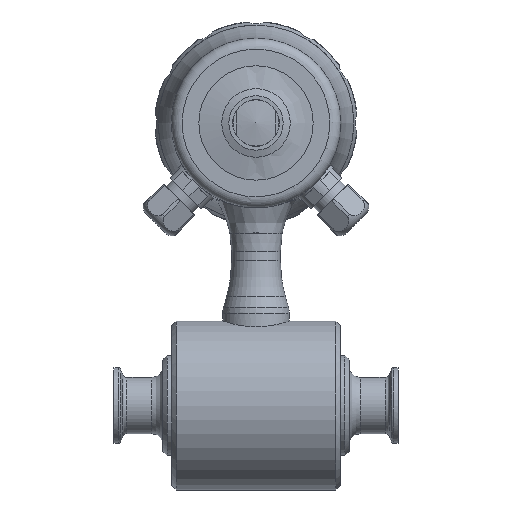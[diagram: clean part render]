
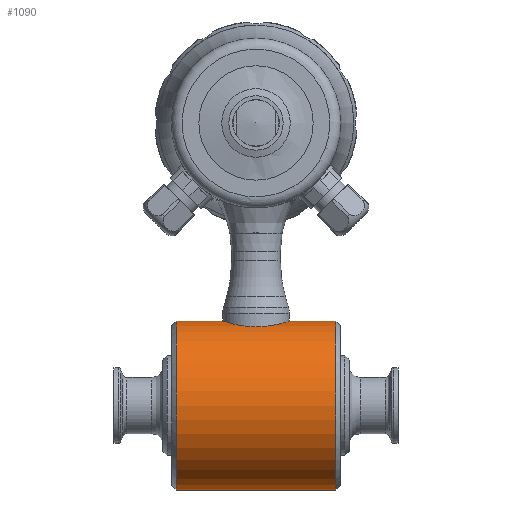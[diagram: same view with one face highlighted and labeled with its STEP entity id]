
A CAD part, left-side view. The second image highlights one B-rep face of the part: STEP entity #1090.
In plain terms, the highlighted cylindrical face has radius 38.045 mm (diameter 76.09 mm), a full revolution.
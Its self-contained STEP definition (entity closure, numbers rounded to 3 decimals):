
#1090 = ADVANCED_FACE( '', ( #2515, #2516, #2517 ), #2518, .T. );
#2515 = FACE_BOUND( '', #5258, .T. );
#2516 = FACE_OUTER_BOUND( '', #5259, .T. );
#2517 = FACE_OUTER_BOUND( '', #5260, .T. );
#2518 = CYLINDRICAL_SURFACE( '', #5261, 38.045 );
#5258 = EDGE_LOOP( '', ( #9571, #9572, #9573, #9574, #9575, #9576 ) );
#5259 = EDGE_LOOP( '', ( #9577, #9578 ) );
#5260 = EDGE_LOOP( '', ( #9579, #9580 ) );
#5261 = AXIS2_PLACEMENT_3D( '', #9581, #9582, #9583 );
#9571 = ORIENTED_EDGE( '', *, *, #12884, .F. );
#9572 = ORIENTED_EDGE( '', *, *, #12705, .F. );
#9573 = ORIENTED_EDGE( '', *, *, #12345, .F. );
#9574 = ORIENTED_EDGE( '', *, *, #12151, .F. );
#9575 = ORIENTED_EDGE( '', *, *, #13288, .F. );
#9576 = ORIENTED_EDGE( '', *, *, #12349, .F. );
#9577 = ORIENTED_EDGE( '', *, *, #13289, .T. );
#9578 = ORIENTED_EDGE( '', *, *, #13290, .T. );
#9579 = ORIENTED_EDGE( '', *, *, #13272, .T. );
#9580 = ORIENTED_EDGE( '', *, *, #13291, .T. );
#9581 = CARTESIAN_POINT( '', ( 0., -15., 0. ) );
#9582 = DIRECTION( '', ( 0., 1., 0. ) );
#9583 = DIRECTION( '', ( 0., 0., 1. ) );
#12151 = EDGE_CURVE( '', #14159, #14162, #14163, .F. );
#12345 = EDGE_CURVE( '', #14162, #14523, #14524, .T. );
#12349 = EDGE_CURVE( '', #14529, #14531, #14532, .T. );
#12705 = EDGE_CURVE( '', #14523, #15114, #15115, .T. );
#12884 = EDGE_CURVE( '', #15114, #14529, #15387, .F. );
#13272 = EDGE_CURVE( '', #15945, #15946, #15947, .F. );
#13288 = EDGE_CURVE( '', #14531, #14159, #15965, .T. );
#13289 = EDGE_CURVE( '', #15966, #15967, #15968, .T. );
#13290 = EDGE_CURVE( '', #15967, #15966, #15969, .T. );
#13291 = EDGE_CURVE( '', #15946, #15945, #15970, .F. );
#14159 = VERTEX_POINT( '', #17276 );
#14162 = VERTEX_POINT( '', #17294 );
#14163 = LINE( '', #17295, #17296 );
#14523 = VERTEX_POINT( '', #18135 );
#14524 = B_SPLINE_CURVE_WITH_KNOTS( '', 3, ( #18136, #18137, #18138, #18139, #18140, #18141, #18142, #18143, #18144, #18145, #18146, #18147 ), .UNSPECIFIED., .F., .F., ( 4, 1, 1, 1, 1, 1, 1, 1, 1, 4 ), ( 0., 0.1, 0.2, 0.3, 0.4, 0.499, 0.5, 0.666, 0.833, 1. ), .UNSPECIFIED. );
#14529 = VERTEX_POINT( '', #18184 );
#14531 = VERTEX_POINT( '', #18193 );
#14532 = B_SPLINE_CURVE_WITH_KNOTS( '', 3, ( #18194, #18195, #18196, #18197, #18198, #18199, #18200, #18201, #18202, #18203, #18204, #18205, #18206 ), .UNSPECIFIED., .F., .F., ( 4, 1, 1, 1, 1, 1, 1, 1, 1, 1, 4 ), ( 0., 0.1, 0.2, 0.3, 0.4, 0.5, 0.6, 0.7, 0.8, 0.9, 1. ), .UNSPECIFIED. );
#15114 = VERTEX_POINT( '', #20348 );
#15115 = LINE( '', #20349, #20350 );
#15387 = LINE( '', #21145, #21146 );
#15945 = VERTEX_POINT( '', #22756 );
#15946 = VERTEX_POINT( '', #22757 );
#15947 = CIRCLE( '', #22758, 38.045 );
#15965 = LINE( '', #22792, #22793 );
#15966 = VERTEX_POINT( '', #22794 );
#15967 = VERTEX_POINT( '', #22795 );
#15968 = CIRCLE( '', #22796, 38.045 );
#15969 = CIRCLE( '', #22797, 38.045 );
#15970 = CIRCLE( '', #22798, 38.045 );
#17276 = CARTESIAN_POINT( '', ( -1.785, 9.331, 38.003 ) );
#17294 = CARTESIAN_POINT( '', ( -1.785, -14.893, 38.003 ) );
#17295 = CARTESIAN_POINT( '', ( -1.785, -15., 38.003 ) );
#17296 = VECTOR( '', #25444, 1000. );
#18135 = CARTESIAN_POINT( '', ( 1.785, -14.893, 38.003 ) );
#18136 = CARTESIAN_POINT( '', ( -1.785, -14.893, 38.003 ) );
#18137 = CARTESIAN_POINT( '', ( -1.667, -14.907, 38.008 ) );
#18138 = CARTESIAN_POINT( '', ( -1.429, -14.934, 38.019 ) );
#18139 = CARTESIAN_POINT( '', ( -1.072, -14.963, 38.03 ) );
#18140 = CARTESIAN_POINT( '', ( -0.715, -14.984, 38.039 ) );
#18141 = CARTESIAN_POINT( '', ( -0.359, -14.997, 38.044 ) );
#18142 = CARTESIAN_POINT( '', ( -0.12, -15., 38.045 ) );
#18143 = CARTESIAN_POINT( '', ( 0.198, -15., 38.045 ) );
#18144 = CARTESIAN_POINT( '', ( 0.596, -14.992, 38.042 ) );
#18145 = CARTESIAN_POINT( '', ( 1.191, -14.958, 38.028 ) );
#18146 = CARTESIAN_POINT( '', ( 1.587, -14.915, 38.011 ) );
#18147 = CARTESIAN_POINT( '', ( 1.785, -14.893, 38.003 ) );
#18184 = CARTESIAN_POINT( '', ( 1.785, 14.893, 38.003 ) );
#18193 = CARTESIAN_POINT( '', ( -1.785, 14.893, 38.003 ) );
#18194 = CARTESIAN_POINT( '', ( 1.785, 14.893, 38.003 ) );
#18195 = CARTESIAN_POINT( '', ( 1.667, 14.907, 38.008 ) );
#18196 = CARTESIAN_POINT( '', ( 1.43, 14.934, 38.019 ) );
#18197 = CARTESIAN_POINT( '', ( 1.073, 14.963, 38.03 ) );
#18198 = CARTESIAN_POINT( '', ( 0.716, 14.984, 38.039 ) );
#18199 = CARTESIAN_POINT( '', ( 0.358, 14.997, 38.044 ) );
#18200 = CARTESIAN_POINT( '', ( 0., 15.001, 38.045 ) );
#18201 = CARTESIAN_POINT( '', ( -0.358, 14.997, 38.044 ) );
#18202 = CARTESIAN_POINT( '', ( -0.716, 14.984, 38.039 ) );
#18203 = CARTESIAN_POINT( '', ( -1.073, 14.963, 38.03 ) );
#18204 = CARTESIAN_POINT( '', ( -1.43, 14.934, 38.019 ) );
#18205 = CARTESIAN_POINT( '', ( -1.667, 14.907, 38.008 ) );
#18206 = CARTESIAN_POINT( '', ( -1.785, 14.893, 38.003 ) );
#20348 = CARTESIAN_POINT( '', ( 1.785, 9.331, 38.003 ) );
#20349 = CARTESIAN_POINT( '', ( 1.785, -15., 38.003 ) );
#20350 = VECTOR( '', #25995, 1000. );
#21145 = CARTESIAN_POINT( '', ( 1.785, 0.036, 38.003 ) );
#21146 = VECTOR( '', #26152, 1000. );
#22756 = CARTESIAN_POINT( '', ( 0., -36.005, 38.045 ) );
#22757 = CARTESIAN_POINT( '', ( 0., -36.005, -38.045 ) );
#22758 = AXIS2_PLACEMENT_3D( '', #26545, #26546, #26547 );
#22792 = CARTESIAN_POINT( '', ( -1.785, 0.036, 38.003 ) );
#22793 = VECTOR( '', #26566, 1000. );
#22794 = CARTESIAN_POINT( '', ( 0., 36.005, -38.045 ) );
#22795 = CARTESIAN_POINT( '', ( 0., 36.005, 38.045 ) );
#22796 = AXIS2_PLACEMENT_3D( '', #26567, #26568, #26569 );
#22797 = AXIS2_PLACEMENT_3D( '', #26570, #26571, #26572 );
#22798 = AXIS2_PLACEMENT_3D( '', #26573, #26574, #26575 );
#25444 = DIRECTION( '', ( 0., 1., 0. ) );
#25995 = DIRECTION( '', ( 0., 1., 0. ) );
#26152 = DIRECTION( '', ( 0., -1., 0. ) );
#26545 = CARTESIAN_POINT( '', ( 0., -36.005, 0. ) );
#26546 = DIRECTION( '', ( 0., -1., 0. ) );
#26547 = DIRECTION( '', ( 0., 0., 1. ) );
#26566 = DIRECTION( '', ( 0., -1., 0. ) );
#26567 = CARTESIAN_POINT( '', ( 0., 36.005, 0. ) );
#26568 = DIRECTION( '', ( 0., -1., 0. ) );
#26569 = DIRECTION( '', ( 0., 0., 1. ) );
#26570 = CARTESIAN_POINT( '', ( 0., 36.005, 0. ) );
#26571 = DIRECTION( '', ( 0., -1., 0. ) );
#26572 = DIRECTION( '', ( 0., 0., 1. ) );
#26573 = CARTESIAN_POINT( '', ( 0., -36.005, 0. ) );
#26574 = DIRECTION( '', ( 0., -1., 0. ) );
#26575 = DIRECTION( '', ( 0., 0., 1. ) );
